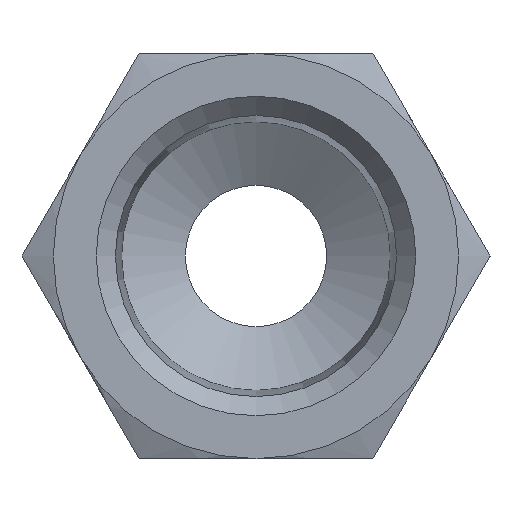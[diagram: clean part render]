
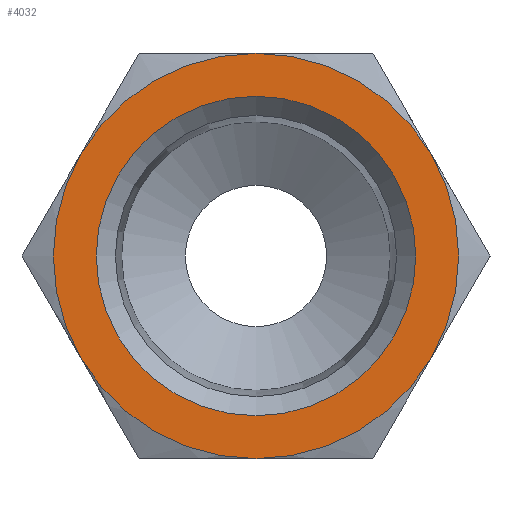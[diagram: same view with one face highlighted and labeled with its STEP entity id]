
A CAD part, left-side view. The second image highlights one B-rep face of the part: STEP entity #4032.
In plain terms, the highlighted planar face has unit normal (-1, 0, 0).
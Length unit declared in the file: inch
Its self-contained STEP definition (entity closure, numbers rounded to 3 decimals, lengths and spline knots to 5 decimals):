
#2944=CARTESIAN_POINT('',(0.0,0.,0.4375));
#2945=VERTEX_POINT('',#2944);
#3256=CARTESIAN_POINT('',(0.0,0.,0.345));
#3257=VERTEX_POINT('',#3256);
#3258=CARTESIAN_POINT('',(0.0,0.,0.));
#3259=DIRECTION('',(1.0,0.0,0.0));
#3260=DIRECTION('',(0.0,0.0,-1.0));
#3261=AXIS2_PLACEMENT_3D('',#3258,#3259,#3260);
#3262=CIRCLE('',#3261,0.345);
#3263=EDGE_CURVE('',#3257,#3257,#3262,.T.);
#3666=CARTESIAN_POINT('',(0.0,0.37889,0.21875));
#3667=VERTEX_POINT('',#3666);
#3681=CARTESIAN_POINT('',(0.0,0.0,0.0));
#3682=DIRECTION('',(-1.0,0.0,0.0));
#3683=DIRECTION('',(0.0,1.0,0.0));
#3684=AXIS2_PLACEMENT_3D('',#3681,#3682,#3683);
#3685=CIRCLE('',#3684,0.4375);
#3686=EDGE_CURVE('',#2945,#3667,#3685,.T.);
#3696=CARTESIAN_POINT('',(0.0,-0.37889,0.21875));
#3697=VERTEX_POINT('',#3696);
#3712=CARTESIAN_POINT('',(0.0,0.0,0.0));
#3713=DIRECTION('',(-1.0,0.0,0.0));
#3714=DIRECTION('',(0.0,1.0,0.0));
#3715=AXIS2_PLACEMENT_3D('',#3712,#3713,#3714);
#3716=CIRCLE('',#3715,0.4375);
#3717=EDGE_CURVE('',#3697,#2945,#3716,.T.);
#3729=CARTESIAN_POINT('',(0.0,-0.37889,-0.21875));
#3730=VERTEX_POINT('',#3729);
#3757=CARTESIAN_POINT('',(0.0,0.0,0.0));
#3758=DIRECTION('',(-1.0,0.0,0.0));
#3759=DIRECTION('',(0.0,1.0,0.0));
#3760=AXIS2_PLACEMENT_3D('',#3757,#3758,#3759);
#3761=CIRCLE('',#3760,0.4375);
#3762=EDGE_CURVE('',#3730,#3697,#3761,.T.);
#3787=CARTESIAN_POINT('',(0.0,0.0,-0.4375));
#3788=VERTEX_POINT('',#3787);
#3789=CARTESIAN_POINT('',(0.0,0.0,0.0));
#3790=DIRECTION('',(-1.0,0.0,0.0));
#3791=DIRECTION('',(0.0,1.0,0.0));
#3792=AXIS2_PLACEMENT_3D('',#3789,#3790,#3791);
#3793=CIRCLE('',#3792,0.4375);
#3794=EDGE_CURVE('',#3788,#3730,#3793,.T.);
#3832=CARTESIAN_POINT('',(0.0,0.37889,-0.21875));
#3833=VERTEX_POINT('',#3832);
#3834=CARTESIAN_POINT('',(0.0,0.0,0.0));
#3835=DIRECTION('',(-1.0,0.0,0.0));
#3836=DIRECTION('',(0.0,1.0,0.0));
#3837=AXIS2_PLACEMENT_3D('',#3834,#3835,#3836);
#3838=CIRCLE('',#3837,0.4375);
#3839=EDGE_CURVE('',#3833,#3788,#3838,.T.);
#3877=CARTESIAN_POINT('',(0.0,0.0,0.0));
#3878=DIRECTION('',(-1.0,0.0,0.0));
#3879=DIRECTION('',(0.0,1.0,0.0));
#3880=AXIS2_PLACEMENT_3D('',#3877,#3878,#3879);
#3881=CIRCLE('',#3880,0.4375);
#3882=EDGE_CURVE('',#3667,#3833,#3881,.T.);
#4016=CARTESIAN_POINT('',(0.0,0.,0.));
#4017=DIRECTION('',(1.0,0.0,0.0));
#4018=DIRECTION('',(0.0,0.0,-1.0));
#4019=AXIS2_PLACEMENT_3D('',#4016,#4017,#4018);
#4020=PLANE('',#4019);
#4021=ORIENTED_EDGE('',*,*,#3882,.T.);
#4022=ORIENTED_EDGE('',*,*,#3839,.T.);
#4023=ORIENTED_EDGE('',*,*,#3794,.T.);
#4024=ORIENTED_EDGE('',*,*,#3762,.T.);
#4025=ORIENTED_EDGE('',*,*,#3717,.T.);
#4026=ORIENTED_EDGE('',*,*,#3686,.T.);
#4027=EDGE_LOOP('',(#4021,#4022,#4023,#4024,#4025,#4026));
#4028=FACE_OUTER_BOUND('',#4027,.T.);
#4029=ORIENTED_EDGE('',*,*,#3263,.T.);
#4030=EDGE_LOOP('',(#4029));
#4031=FACE_BOUND('',#4030,.T.);
#4032=ADVANCED_FACE('',(#4028,#4031),#4020,.F.);
